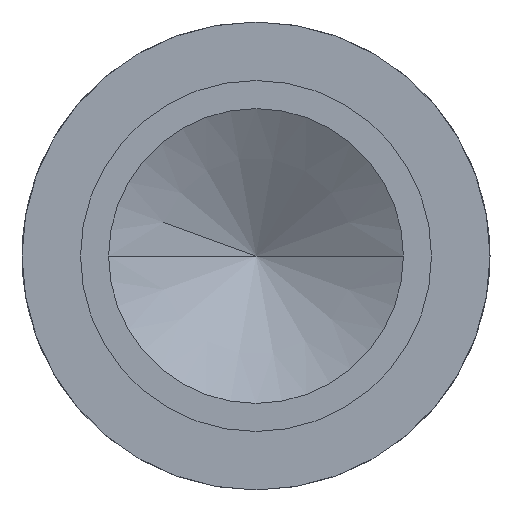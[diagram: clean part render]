
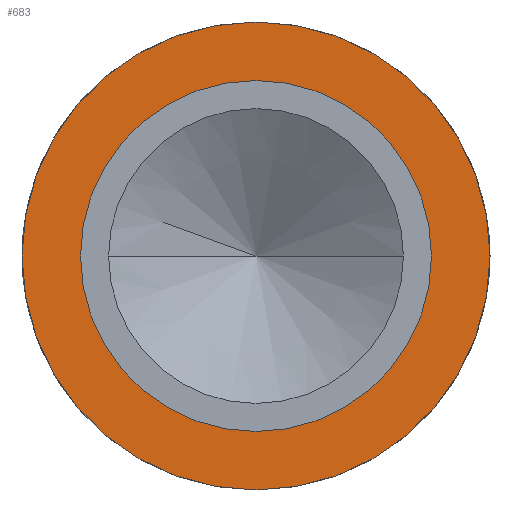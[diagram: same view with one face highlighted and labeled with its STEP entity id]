
A CAD part, left-side view. The second image highlights one B-rep face of the part: STEP entity #683.
In plain terms, the highlighted planar face has unit normal (-1, 0, 0).
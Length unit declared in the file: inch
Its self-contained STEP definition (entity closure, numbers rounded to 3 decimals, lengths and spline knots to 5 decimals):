
#213=CARTESIAN_POINT('',(0.0,0.0,-0.25));
#214=VERTEX_POINT('',#213);
#223=CARTESIAN_POINT('',(0.0,0.,0.25));
#224=VERTEX_POINT('',#223);
#225=CARTESIAN_POINT('',(0.0,0.0,0.0));
#226=DIRECTION('',(1.0,0.0,0.0));
#227=DIRECTION('',(0.0,0.0,-1.0));
#228=AXIS2_PLACEMENT_3D('',#225,#226,#227);
#229=CIRCLE('',#228,0.25);
#230=EDGE_CURVE('',#214,#224,#229,.T.);
#362=CARTESIAN_POINT('',(0.0,0.1875,0.0));
#363=VERTEX_POINT('',#362);
#379=CARTESIAN_POINT('',(0.0,-0.1875,0.));
#380=VERTEX_POINT('',#379);
#387=CARTESIAN_POINT('',(0.0,0.0,0.0));
#388=DIRECTION('',(1.0,0.0,0.0));
#389=DIRECTION('',(0.0,1.0,0.0));
#390=AXIS2_PLACEMENT_3D('',#387,#388,#389);
#391=CIRCLE('',#390,0.1875);
#392=EDGE_CURVE('',#363,#380,#391,.T.);
#469=CARTESIAN_POINT('',(0.0,0.0,0.0));
#470=DIRECTION('',(1.0,0.0,0.0));
#471=DIRECTION('',(0.0,1.0,0.0));
#472=AXIS2_PLACEMENT_3D('',#469,#470,#471);
#473=CIRCLE('',#472,0.1875);
#474=EDGE_CURVE('',#380,#363,#473,.T.);
#644=CARTESIAN_POINT('',(0.0,0.0,0.0));
#645=DIRECTION('',(1.0,0.0,0.0));
#646=DIRECTION('',(0.0,0.0,-1.0));
#647=AXIS2_PLACEMENT_3D('',#644,#645,#646);
#648=CIRCLE('',#647,0.25);
#649=EDGE_CURVE('',#224,#214,#648,.T.);
#670=CARTESIAN_POINT('',(0.0,0.0625,0.0));
#671=DIRECTION('',(-1.0,0.0,0.0));
#672=DIRECTION('',(0.0,1.0,0.0));
#673=AXIS2_PLACEMENT_3D('',#670,#671,#672);
#674=PLANE('',#673);
#675=ORIENTED_EDGE('',*,*,#230,.F.);
#676=ORIENTED_EDGE('',*,*,#649,.F.);
#677=EDGE_LOOP('',(#675,#676));
#678=FACE_OUTER_BOUND('',#677,.T.);
#679=ORIENTED_EDGE('',*,*,#392,.T.);
#680=ORIENTED_EDGE('',*,*,#474,.T.);
#681=EDGE_LOOP('',(#679,#680));
#682=FACE_BOUND('',#681,.T.);
#683=ADVANCED_FACE('',(#678,#682),#674,.T.);
